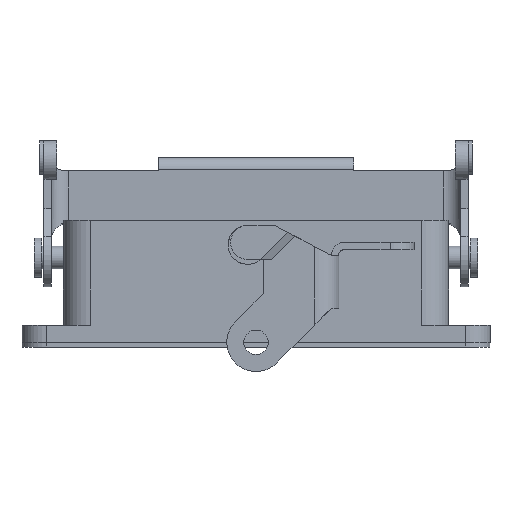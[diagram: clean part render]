
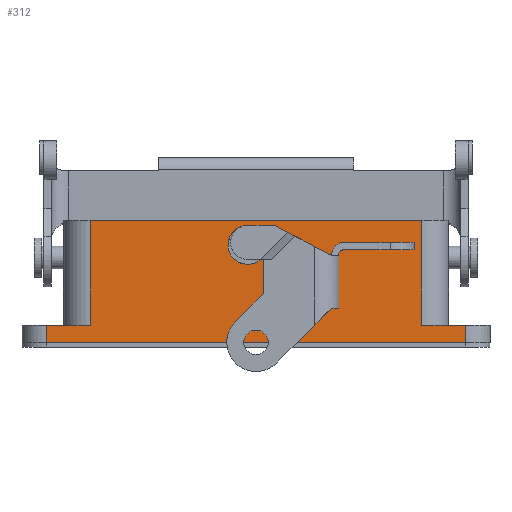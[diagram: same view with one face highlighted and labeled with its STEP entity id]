
A CAD part, front view. The second image highlights one B-rep face of the part: STEP entity #312.
In plain terms, the highlighted planar face has unit normal (0, -1, 0).
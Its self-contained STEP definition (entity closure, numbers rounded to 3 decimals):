
#312 = ADVANCED_FACE( '', ( #703 ), #704, .T. );
#703 = FACE_OUTER_BOUND( '', #1197, .T. );
#704 = PLANE( '', #1198 );
#1197 = EDGE_LOOP( '', ( #2037, #2038, #2039, #2040, #2041, #2042, #2043, #2044 ) );
#1198 = AXIS2_PLACEMENT_3D( '', #2045, #2046, #2047 );
#2037 = ORIENTED_EDGE( '', *, *, #3059, .F. );
#2038 = ORIENTED_EDGE( '', *, *, #2764, .T. );
#2039 = ORIENTED_EDGE( '', *, *, #3060, .F. );
#2040 = ORIENTED_EDGE( '', *, *, #3061, .F. );
#2041 = ORIENTED_EDGE( '', *, *, #3062, .T. );
#2042 = ORIENTED_EDGE( '', *, *, #3063, .F. );
#2043 = ORIENTED_EDGE( '', *, *, #3064, .T. );
#2044 = ORIENTED_EDGE( '', *, *, #3065, .T. );
#2045 = CARTESIAN_POINT( '', ( 0., -14.75, 500000. ) );
#2046 = DIRECTION( '', ( 0., -1., 0. ) );
#2047 = DIRECTION( '', ( 0., 0., -1. ) );
#2764 = EDGE_CURVE( '', #3273, #3270, #3274, .F. );
#3059 = EDGE_CURVE( '', #3273, #3756, #3757, .T. );
#3060 = EDGE_CURVE( '', #3758, #3270, #3759, .T. );
#3061 = EDGE_CURVE( '', #3760, #3758, #3761, .F. );
#3062 = EDGE_CURVE( '', #3760, #3762, #3763, .T. );
#3063 = EDGE_CURVE( '', #3764, #3762, #3765, .T. );
#3064 = EDGE_CURVE( '', #3764, #3766, #3767, .T. );
#3065 = EDGE_CURVE( '', #3766, #3756, #3768, .T. );
#3270 = VERTEX_POINT( '', #4022 );
#3273 = VERTEX_POINT( '', #4025 );
#3274 = LINE( '', #4026, #4027 );
#3756 = VERTEX_POINT( '', #4669 );
#3757 = LINE( '', #4670, #4671 );
#3758 = VERTEX_POINT( '', #4672 );
#3759 = LINE( '', #4673, #4674 );
#3760 = VERTEX_POINT( '', #4675 );
#3761 = LINE( '', #4676, #4677 );
#3762 = VERTEX_POINT( '', #4678 );
#3763 = LINE( '', #4679, #4680 );
#3764 = VERTEX_POINT( '', #4681 );
#3765 = LINE( '', #4682, #4683 );
#3766 = VERTEX_POINT( '', #4684 );
#3767 = LINE( '', #4685, #4686 );
#3768 = LINE( '', #4687, #4688 );
#4022 = CARTESIAN_POINT( '', ( -43., -14.75, 0. ) );
#4025 = CARTESIAN_POINT( '', ( -43., -14.75, 3.5 ) );
#4026 = CARTESIAN_POINT( '', ( -43., -14.75, 500000. ) );
#4027 = VECTOR( '', #4988, 1000. );
#4669 = CARTESIAN_POINT( '', ( -34., -14.75, 3.5 ) );
#4670 = CARTESIAN_POINT( '', ( -48., -14.75, 3.5 ) );
#4671 = VECTOR( '', #5368, 1000. );
#4672 = CARTESIAN_POINT( '', ( 43., -14.75, 0. ) );
#4673 = CARTESIAN_POINT( '', ( 0., -14.75, 0. ) );
#4674 = VECTOR( '', #5369, 1000. );
#4675 = CARTESIAN_POINT( '', ( 43., -14.75, 3.5 ) );
#4676 = CARTESIAN_POINT( '', ( 43., -14.75, 500000. ) );
#4677 = VECTOR( '', #5370, 1000. );
#4678 = CARTESIAN_POINT( '', ( 34., -14.75, 3.5 ) );
#4679 = CARTESIAN_POINT( '', ( 48., -14.75, 3.5 ) );
#4680 = VECTOR( '', #5371, 1000. );
#4681 = CARTESIAN_POINT( '', ( 34., -14.75, 25. ) );
#4682 = CARTESIAN_POINT( '', ( 34., -14.75, 500000. ) );
#4683 = VECTOR( '', #5372, 1000. );
#4684 = CARTESIAN_POINT( '', ( -34., -14.75, 25. ) );
#4685 = CARTESIAN_POINT( '', ( 0., -14.75, 25. ) );
#4686 = VECTOR( '', #5373, 1000. );
#4687 = CARTESIAN_POINT( '', ( -34., -14.75, 500000. ) );
#4688 = VECTOR( '', #5374, 1000. );
#4988 = DIRECTION( '', ( 0., 0., 1. ) );
#5368 = DIRECTION( '', ( 1., 0., 0. ) );
#5369 = DIRECTION( '', ( -1., 0., 0. ) );
#5370 = DIRECTION( '', ( 0., 0., 1. ) );
#5371 = DIRECTION( '', ( -1., 0., 0. ) );
#5372 = DIRECTION( '', ( 0., 0., -1. ) );
#5373 = DIRECTION( '', ( -1., 0., 0. ) );
#5374 = DIRECTION( '', ( 0., 0., -1. ) );
